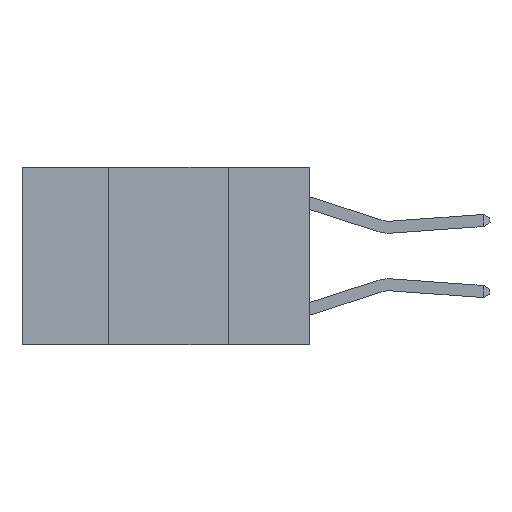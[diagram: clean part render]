
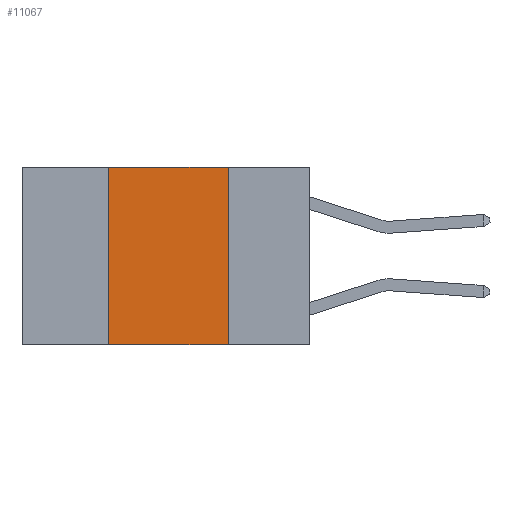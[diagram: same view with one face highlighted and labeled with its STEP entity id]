
A CAD part, left-side view. The second image highlights one B-rep face of the part: STEP entity #11067.
In plain terms, the highlighted planar face has unit normal (-1, 0, 0).
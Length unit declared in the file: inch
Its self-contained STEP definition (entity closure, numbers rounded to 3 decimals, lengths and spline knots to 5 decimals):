
#2473 = PLANE ( 'NONE',  #18175 ) ;
#3723 = VECTOR ( 'NONE', #9381, 39.37008 ) ;
#4423 = CARTESIAN_POINT ( 'NONE',  ( 0., 0.17, -0.37 ) ) ;
#4946 = CARTESIAN_POINT ( 'NONE',  ( 0., 0.6, 0. ) ) ;
#6301 = VECTOR ( 'NONE', #7582, 39.37008 ) ;
#6495 = CARTESIAN_POINT ( 'NONE',  ( 0., 0.42, 0. ) ) ;
#6601 = VERTEX_POINT ( 'NONE', #18867 ) ;
#6975 = ORIENTED_EDGE ( 'NONE', *, *, #29016, .T. ) ;
#7582 = DIRECTION ( 'NONE',  ( 0., 0., -1. ) ) ;
#9001 = VERTEX_POINT ( 'NONE', #4423 ) ;
#9381 = DIRECTION ( 'NONE',  ( 0., -1., 0. ) ) ;
#10443 = VERTEX_POINT ( 'NONE', #19887 ) ;
#10669 = LINE ( 'NONE', #27093, #11465 ) ;
#10807 = CARTESIAN_POINT ( 'NONE',  ( 0., 0.42, 0. ) ) ;
#11067 = ADVANCED_FACE ( 'NONE', ( #14158 ), #2473, .F. ) ;
#11465 = VECTOR ( 'NONE', #12339, 39.37008 ) ;
#12031 = ORIENTED_EDGE ( 'NONE', *, *, #20704, .F. ) ;
#12339 = DIRECTION ( 'NONE',  ( 0., -1., 0. ) ) ;
#12382 = DIRECTION ( 'NONE',  ( 1., 0., 0. ) ) ;
#14158 = FACE_OUTER_BOUND ( 'NONE', #15294, .T. ) ;
#14211 = EDGE_CURVE ( 'NONE', #6601, #20452, #25202, .T. ) ;
#15294 = EDGE_LOOP ( 'NONE', ( #29323, #12031, #18617, #6975 ) ) ;
#18175 = AXIS2_PLACEMENT_3D ( 'NONE', #4946, #12382, #29551 ) ;
#18211 = DIRECTION ( 'NONE',  ( 0., 0., 1. ) ) ;
#18617 = ORIENTED_EDGE ( 'NONE', *, *, #14211, .F. ) ;
#18867 = CARTESIAN_POINT ( 'NONE',  ( 0., 0.42, -0.37 ) ) ;
#19466 = VECTOR ( 'NONE', #18211, 39.37008 ) ;
#19887 = CARTESIAN_POINT ( 'NONE',  ( 0., 0.17, 0. ) ) ;
#20452 = VERTEX_POINT ( 'NONE', #6495 ) ;
#20704 = EDGE_CURVE ( 'NONE', #20452, #10443, #10669, .T. ) ;
#22476 = EDGE_CURVE ( 'NONE', #10443, #9001, #26776, .T. ) ;
#23424 = LINE ( 'NONE', #31475, #3723 ) ;
#25202 = LINE ( 'NONE', #10807, #19466 ) ;
#26776 = LINE ( 'NONE', #27328, #6301 ) ;
#27093 = CARTESIAN_POINT ( 'NONE',  ( 0., 0.6, 0. ) ) ;
#27328 = CARTESIAN_POINT ( 'NONE',  ( 0., 0.17, 0. ) ) ;
#29016 = EDGE_CURVE ( 'NONE', #6601, #9001, #23424, .T. ) ;
#29323 = ORIENTED_EDGE ( 'NONE', *, *, #22476, .F. ) ;
#29551 = DIRECTION ( 'NONE',  ( 0., 0., -1. ) ) ;
#31475 = CARTESIAN_POINT ( 'NONE',  ( 0., 0.6, -0.37 ) ) ;
